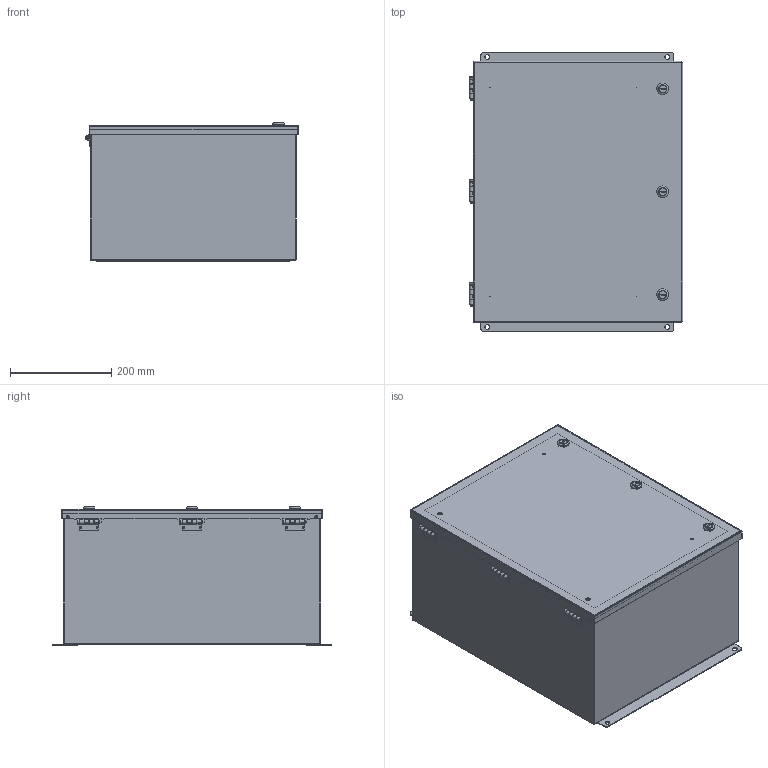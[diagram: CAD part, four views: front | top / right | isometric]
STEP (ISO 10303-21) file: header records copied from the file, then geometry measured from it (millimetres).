
FILE_DESCRIPTION( ( 'Unknown' ), '1' );
FILE_NAME( 'SR201610-MONO_16GA.stp', 'Unknown', ( 'Unknown' ), ( 'Unknown' ), 'PSStep 16.0.42', 'Unknown', ' ' );
FILE_SCHEMA( ( 'AUTOMOTIVE_DESIGN { 1 0 10303 214 1 1 1 1 }' ) );
Length unit declared in the file: millimetre
Products named in the file (28): LOCK AVEC TOURNEVIS TYPE 4-12 SANS CAME-oa8; HOSING-oa0; INSERT POUR TOURNEVIS-oa1; NOIX DE FIXATION-oa2; Oring-oa3; Oring-oa4; SEAL BLANC-oa5; STOPPER DESSOUS-oa6; VIS DE RETENUE DE LA CAME-oa7; A16RS; CAME RS; SR201610-MONO_16GA_BOITIER; SR201610B-MONO_16GA; SRXX16P_14GA; S_Ricci-01; 0.250-20 x 0.500.SS_CKL 118-504-201; SR2016_16GA_COUVERCLE; SR2016C_16GA; TIGE-S_RICCI; 10-32 x 0.750 AC_CD 201-008-776; SR2016_GASKET; RAIL-V20; ESPACEUR-RAIL; HN_no10; Assem1; ASP2016_14GA; FW_0.2500; HN_0.2500
Assembly tree (48 placements, depth 5):
  Assem1
    ASP2016_14GA
    FW_0.2500  x4
    HN_0.2500  x4
    SR201610-MONO_16GA_BOITIER
      SR201610B-MONO_16GA
      SRXX16P_14GA  x2
      S_Ricci-01  x3
      0.250-20 x 0.500.SS_CKL 118-504-201  x4
    SR2016_16GA_COUVERCLE
      SR2016C_16GA
      TIGE-S_RICCI  x3
      10-32 x 0.750 AC_CD 201-008-776  x4
      SR2016_GASKET
      RAIL-V20
      ESPACEUR-RAIL  x2
      HN_no10  x2
      A16RS  x3
        CAME RS
        LOCK AVEC TOURNEVIS TYPE 4-12 SANS CAME-oa8
          HOSING-oa0
          INSERT POUR TOURNEVIS-oa1
          NOIX DE FIXATION-oa2
          Oring-oa3
          Oring-oa4
          SEAL BLANC-oa5
          STOPPER DESSOUS-oa6
          VIS DE RETENUE DE LA CAME-oa7
Bounding box: 421.35 x 552.45 x 273.44 mm (x, y, z)
Volume: 2139547.6 mm3; surface area: 2515167.1 mm2
Topology: 60 solids, 60 shells, 3255 faces, 7988 edges, 5094 vertices
Faces by surface type: plane 1859, cylinder 627, bspline 338, extrusion 224, cone 90, torus 84, sphere 33
Full cylindrical faces by diameter (mm): 0.346 x4, 0.508 x4, 0.794 x4, 3.023 x8, 3.162 x6, 3.175 x14, 3.302 x6, 4.039 x2, 4.089 x16, 4.293 x2, 4.42 x3, 4.623 x2, 4.826 x4, 5.105 x2, 5.563 x4, 5.588 x4, 5.715 x4, 5.994 x4, 6.096 x6, 6.35 x8, 6.502 x4, 6.985 x3, 7.137 x4, 7.925 x2, 9.525 x6, 9.881 x3, 10.084 x3, 11.1 x4, 11.176 x3, 11.862 x3
Entity records: 115429 total; most frequent: CARTESIAN_POINT 54567, ORIENTED_EDGE 9606, DIRECTION 7340, EDGE_CURVE 4803, VERTEX_POINT 3205, EDGE_LOOP 2548, VECTOR 2526, AXIS2_PLACEMENT_3D 2407
